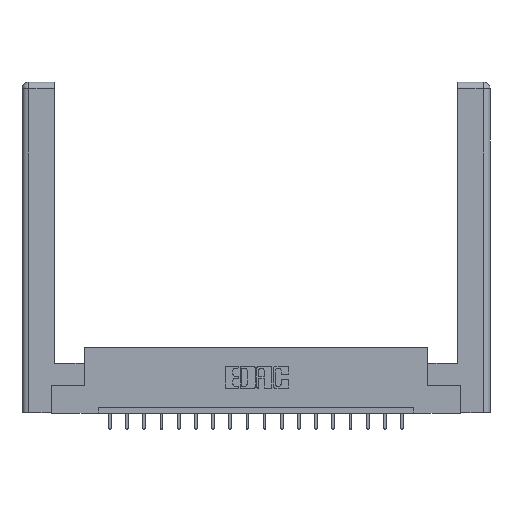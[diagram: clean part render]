
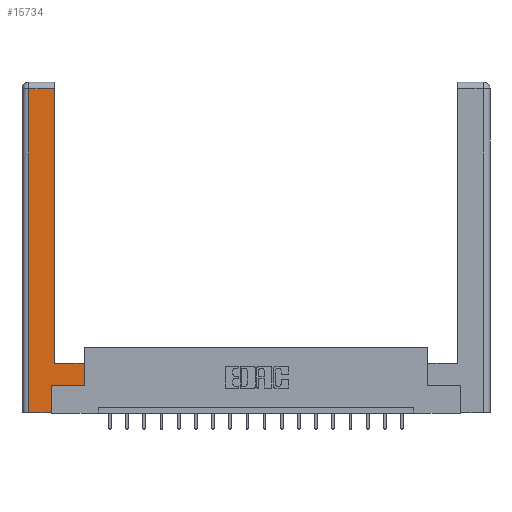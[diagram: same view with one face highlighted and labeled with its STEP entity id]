
A CAD part, top view. The second image highlights one B-rep face of the part: STEP entity #15734.
In plain terms, the highlighted planar face has unit normal (0, 0, 1).
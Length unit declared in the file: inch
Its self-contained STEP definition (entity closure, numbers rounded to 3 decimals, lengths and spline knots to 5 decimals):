
#11 = VERTEX_POINT ( 'NONE', #10716 ) ;
#306 = DIRECTION ( 'NONE',  ( -1., 0., 0. ) ) ;
#390 = EDGE_CURVE ( 'NONE', #9682, #12466, #9215, .T. ) ;
#472 = CARTESIAN_POINT ( 'NONE',  ( 0.565, 0.45, 0. ) ) ;
#789 = LINE ( 'NONE', #12214, #7255 ) ;
#1081 = DIRECTION ( 'NONE',  ( 0., 0., -1. ) ) ;
#1873 = DIRECTION ( 'NONE',  ( 0., 1., 0. ) ) ;
#2065 = ORIENTED_EDGE ( 'NONE', *, *, #11668, .T. ) ;
#2429 = ORIENTED_EDGE ( 'NONE', *, *, #11864, .T. ) ;
#2850 = FACE_OUTER_BOUND ( 'NONE', #14339, .T. ) ;
#3082 = CARTESIAN_POINT ( 'NONE',  ( 0.0615, 0., 0. ) ) ;
#3088 = VECTOR ( 'NONE', #306, 39.37008 ) ;
#3746 = VECTOR ( 'NONE', #9695, 39.37008 ) ;
#3897 = PLANE ( 'NONE',  #14696 ) ;
#4246 = EDGE_CURVE ( 'NONE', #5735, #11214, #4869, .T. ) ;
#4683 = VERTEX_POINT ( 'NONE', #12014 ) ;
#4869 = LINE ( 'NONE', #15453, #3746 ) ;
#4956 = CARTESIAN_POINT ( 'NONE',  ( 0.265, 0.245, 0. ) ) ;
#5068 = ORIENTED_EDGE ( 'NONE', *, *, #390, .T. ) ;
#5446 = VERTEX_POINT ( 'NONE', #472 ) ;
#5735 = VERTEX_POINT ( 'NONE', #16788 ) ;
#5800 = CARTESIAN_POINT ( 'NONE',  ( 0.565, 0.245, 0. ) ) ;
#5852 = CARTESIAN_POINT ( 'NONE',  ( 0.565, 0.45, 0. ) ) ;
#6368 = VECTOR ( 'NONE', #10969, 39.37008 ) ;
#6982 = VECTOR ( 'NONE', #11873, 39.37008 ) ;
#7021 = LINE ( 'NONE', #9134, #3088 ) ;
#7243 = DIRECTION ( 'NONE',  ( 0., -1., 0. ) ) ;
#7255 = VECTOR ( 'NONE', #1873, 39.37008 ) ;
#8423 = DIRECTION ( 'NONE',  ( -1., 0., 0. ) ) ;
#8725 = CARTESIAN_POINT ( 'NONE',  ( 0.295, 0.45, 0. ) ) ;
#8756 = CARTESIAN_POINT ( 'NONE',  ( 0.0615, 0., 0. ) ) ;
#9098 = CARTESIAN_POINT ( 'NONE',  ( 0.265, 0., 0. ) ) ;
#9134 = CARTESIAN_POINT ( 'NONE',  ( 0.0615, 2.94, 0. ) ) ;
#9215 = LINE ( 'NONE', #8756, #16609 ) ;
#9682 = VERTEX_POINT ( 'NONE', #18146 ) ;
#9695 = DIRECTION ( 'NONE',  ( 1., 0., 0. ) ) ;
#9938 = EDGE_CURVE ( 'NONE', #12466, #4683, #13478, .T. ) ;
#9973 = VECTOR ( 'NONE', #16074, 39.37008 ) ;
#10198 = ORIENTED_EDGE ( 'NONE', *, *, #4246, .T. ) ;
#10688 = EDGE_CURVE ( 'NONE', #11, #9682, #7021, .T. ) ;
#10716 = CARTESIAN_POINT ( 'NONE',  ( 0.295, 2.94, 0. ) ) ;
#10969 = DIRECTION ( 'NONE',  ( 0., 1., 0. ) ) ;
#11214 = VERTEX_POINT ( 'NONE', #5800 ) ;
#11668 = EDGE_CURVE ( 'NONE', #5446, #16366, #11804, .T. ) ;
#11804 = LINE ( 'NONE', #8725, #6982 ) ;
#11864 = EDGE_CURVE ( 'NONE', #4683, #5735, #16106, .T. ) ;
#11873 = DIRECTION ( 'NONE',  ( -1., 0., 0. ) ) ;
#12014 = CARTESIAN_POINT ( 'NONE',  ( 0.265, 0., 0. ) ) ;
#12206 = ORIENTED_EDGE ( 'NONE', *, *, #10688, .T. ) ;
#12214 = CARTESIAN_POINT ( 'NONE',  ( 0.295, 3., 0. ) ) ;
#12225 = DIRECTION ( 'NONE',  ( 1., 0., 0. ) ) ;
#12466 = VERTEX_POINT ( 'NONE', #3082 ) ;
#12480 = LINE ( 'NONE', #5852, #9973 ) ;
#13478 = LINE ( 'NONE', #9098, #15571 ) ;
#14206 = ORIENTED_EDGE ( 'NONE', *, *, #15950, .T. ) ;
#14339 = EDGE_LOOP ( 'NONE', ( #14206, #12206, #5068, #16153, #2429, #10198, #17705, #2065 ) ) ;
#14696 = AXIS2_PLACEMENT_3D ( 'NONE', #18643, #1081, #8423 ) ;
#15453 = CARTESIAN_POINT ( 'NONE',  ( 0.565, 0.245, 0. ) ) ;
#15571 = VECTOR ( 'NONE', #12225, 39.37008 ) ;
#15734 = ADVANCED_FACE ( 'NONE', ( #2850 ), #3897, .F. ) ;
#15950 = EDGE_CURVE ( 'NONE', #16366, #11, #789, .T. ) ;
#16074 = DIRECTION ( 'NONE',  ( 0., 1., 0. ) ) ;
#16106 = LINE ( 'NONE', #4956, #6368 ) ;
#16153 = ORIENTED_EDGE ( 'NONE', *, *, #9938, .T. ) ;
#16366 = VERTEX_POINT ( 'NONE', #17629 ) ;
#16396 = EDGE_CURVE ( 'NONE', #11214, #5446, #12480, .T. ) ;
#16609 = VECTOR ( 'NONE', #7243, 39.37008 ) ;
#16788 = CARTESIAN_POINT ( 'NONE',  ( 0.265, 0.245, 0. ) ) ;
#17629 = CARTESIAN_POINT ( 'NONE',  ( 0.295, 0.45, 0. ) ) ;
#17705 = ORIENTED_EDGE ( 'NONE', *, *, #16396, .T. ) ;
#18146 = CARTESIAN_POINT ( 'NONE',  ( 0.0615, 2.94, 0. ) ) ;
#18643 = CARTESIAN_POINT ( 'NONE',  ( 0., 0., 0. ) ) ;
